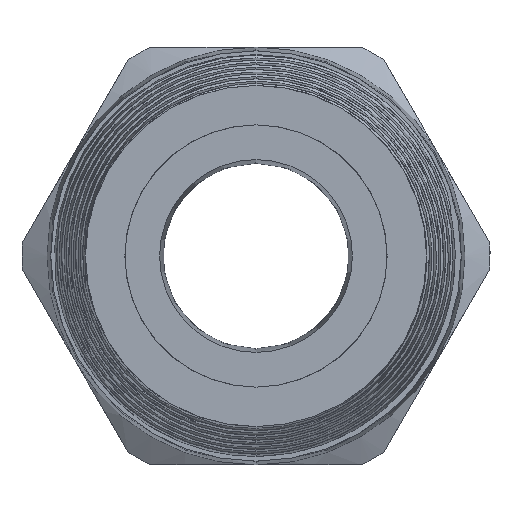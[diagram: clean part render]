
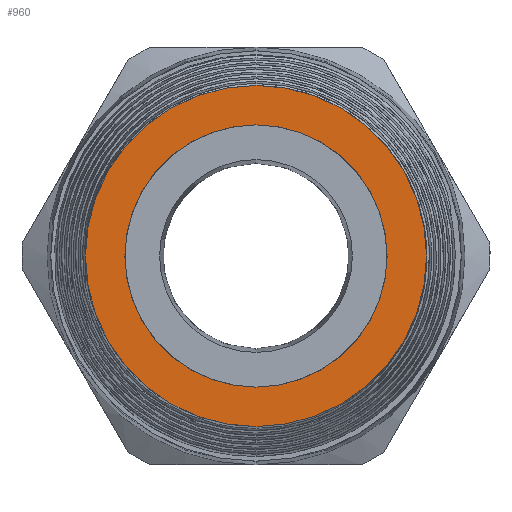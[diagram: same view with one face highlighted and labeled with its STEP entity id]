
A CAD part, left-side view. The second image highlights one B-rep face of the part: STEP entity #960.
In plain terms, the highlighted planar face has unit normal (-1, 0, 0).
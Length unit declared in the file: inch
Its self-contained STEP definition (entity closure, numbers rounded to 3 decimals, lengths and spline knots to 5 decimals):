
#960 = ADVANCED_FACE ( 'NONE', ( #5378, #5377 ), #5374, .T. ) ;
#961 = EDGE_LOOP ( 'NONE', ( #962, #964 ) ) ;
#962 = ORIENTED_EDGE ( 'NONE', *, *, #963, .T. ) ;
#963 = EDGE_CURVE ( 'NONE', #1253, #1252, #5355, .T. ) ;
#964 = ORIENTED_EDGE ( 'NONE', *, *, #1251, .T. ) ;
#988 = EDGE_CURVE ( 'NONE', #1299, #1263, #5420, .T. ) ;
#1025 = EDGE_LOOP ( 'NONE', ( #1026, #1027 ) ) ;
#1026 = ORIENTED_EDGE ( 'NONE', *, *, #1262, .F. ) ;
#1027 = ORIENTED_EDGE ( 'NONE', *, *, #988, .F. ) ;
#1251 = EDGE_CURVE ( 'NONE', #1252, #1253, #10497, .T. ) ;
#1252 = VERTEX_POINT ( 'NONE', #10488 ) ;
#1253 = VERTEX_POINT ( 'NONE', #10487 ) ;
#1262 = EDGE_CURVE ( 'NONE', #1263, #1299, #10535, .T. ) ;
#1263 = VERTEX_POINT ( 'NONE', #10531 ) ;
#1299 = VERTEX_POINT ( 'NONE', #10676 ) ;
#5352 = DIRECTION ( 'NONE',  ( 0., 0., 1. ) ) ;
#5353 = DIRECTION ( 'NONE',  ( -1., 0., 0. ) ) ;
#5354 = AXIS2_PLACEMENT_3D ( 'NONE', #5375, #5353, #5352 ) ;
#5355 = CIRCLE ( 'NONE', #5354, 0.43264 ) ;
#5356 = DIRECTION ( 'NONE',  ( 0., 0., 1. ) ) ;
#5357 = DIRECTION ( 'NONE',  ( -1., 0., 0. ) ) ;
#5372 = CARTESIAN_POINT ( 'NONE',  ( -3.94, 0., 0. ) ) ;
#5373 = AXIS2_PLACEMENT_3D ( 'NONE', #5372, #5357, #5356 ) ;
#5374 = PLANE ( 'NONE',  #5373 ) ;
#5375 = CARTESIAN_POINT ( 'NONE',  ( -3.94, 0., 0. ) ) ;
#5377 = FACE_BOUND ( 'NONE', #1025, .T. ) ;
#5378 = FACE_OUTER_BOUND ( 'NONE', #961, .T. ) ;
#5416 = DIRECTION ( 'NONE',  ( 0., 0., 1. ) ) ;
#5417 = DIRECTION ( 'NONE',  ( -1., 0., 0. ) ) ;
#5418 = CARTESIAN_POINT ( 'NONE',  ( -3.94, 0., 0. ) ) ;
#5419 = AXIS2_PLACEMENT_3D ( 'NONE', #5418, #5417, #5416 ) ;
#5420 = CIRCLE ( 'NONE', #5419, 0.33264 ) ;
#10487 = CARTESIAN_POINT ( 'NONE',  ( -3.94, 0., -0.43264 ) ) ;
#10488 = CARTESIAN_POINT ( 'NONE',  ( -3.94, 0., 0.43264 ) ) ;
#10489 = DIRECTION ( 'NONE',  ( 0., 0., 1. ) ) ;
#10490 = DIRECTION ( 'NONE',  ( -1., 0., 0. ) ) ;
#10491 = CARTESIAN_POINT ( 'NONE',  ( -3.94, 0., 0. ) ) ;
#10492 = AXIS2_PLACEMENT_3D ( 'NONE', #10491, #10490, #10489 ) ;
#10497 = CIRCLE ( 'NONE', #10492, 0.43264 ) ;
#10531 = CARTESIAN_POINT ( 'NONE',  ( -3.94, 0., -0.33264 ) ) ;
#10532 = DIRECTION ( 'NONE',  ( 0., 0., 1. ) ) ;
#10533 = DIRECTION ( 'NONE',  ( -1., 0., 0. ) ) ;
#10534 = AXIS2_PLACEMENT_3D ( 'NONE', #10539, #10533, #10532 ) ;
#10535 = CIRCLE ( 'NONE', #10534, 0.33264 ) ;
#10539 = CARTESIAN_POINT ( 'NONE',  ( -3.94, 0., 0. ) ) ;
#10676 = CARTESIAN_POINT ( 'NONE',  ( -3.94, 0., 0.33264 ) ) ;
